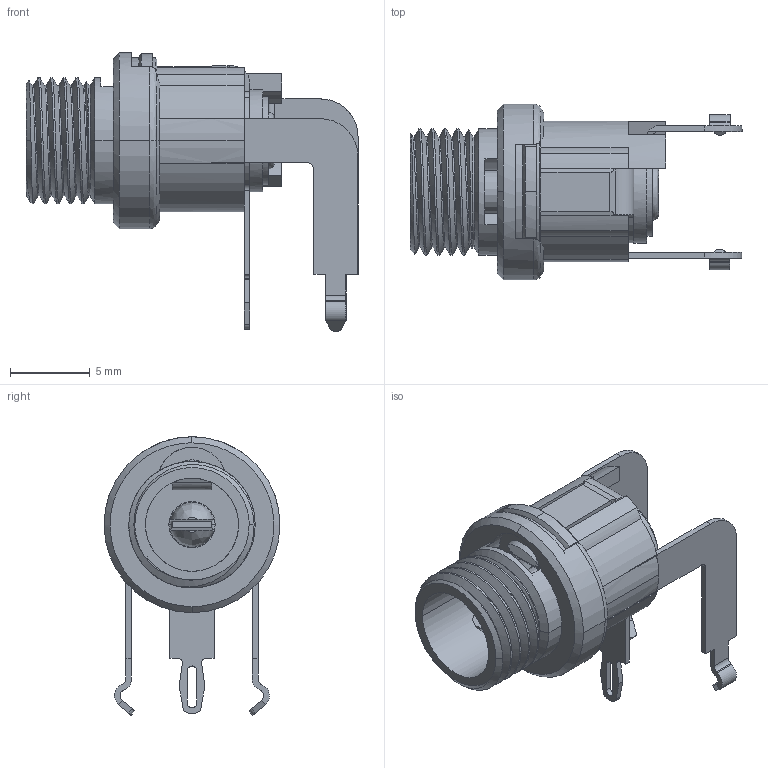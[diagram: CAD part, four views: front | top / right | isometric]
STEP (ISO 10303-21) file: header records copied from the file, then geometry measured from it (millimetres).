
FILE_DESCRIPTION (( 'STEP AP214' ), '1' );
FILE_NAME ('712RA.STEP', '2019-01-23T20:52:30', ( '' ), ( '' ), 'SwSTEP 2.0', 'SolidWorks 2016', '' );
FILE_SCHEMA (( 'AUTOMOTIVE_DESIGN' ));
Length unit declared in the file: millimetre
Products named in the file (1): 712RA
Bounding box: 20.81 x 11.02 x 17.45 mm (x, y, z)
Volume: 708.2 mm3; surface area: 1236.2 mm2
Topology: 1 solids, 1 shells, 237 faces, 672 edges, 438 vertices
Faces by surface type: plane 103, cylinder 100, cone 23, bspline 11
Entity records: 9751 total; most frequent: CARTESIAN_POINT 3939, ORIENTED_EDGE 1344, DIRECTION 1052, EDGE_CURVE 672, VERTEX_POINT 438, AXIS2_PLACEMENT_3D 362, VECTOR 328, LINE 328
